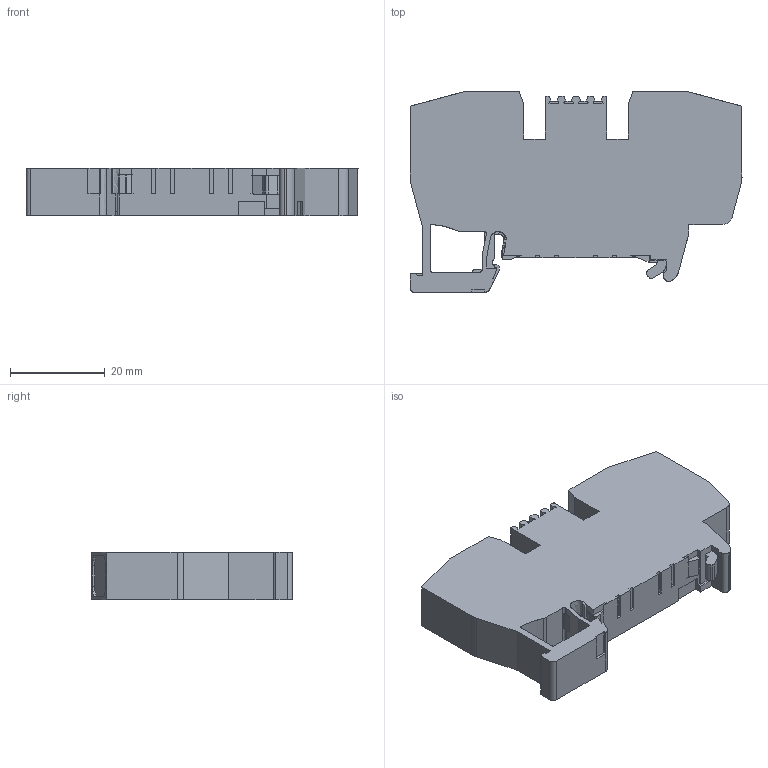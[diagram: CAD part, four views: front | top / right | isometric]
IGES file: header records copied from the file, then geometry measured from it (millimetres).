
Start section: SolidWorks IGES file using analytic representation for surfaces
Global section: file name: 336250_YBK 10 T.IGS; native system: SolidWorks 2015; preprocessor: SolidWorks 2015; author: guveng; date: 150807.105535; units: millimetre
Bounding box: 70 x 42.31 x 10 mm (x, y, z)
Surface area: 7889.5 mm2 (no closed solid volume)
Topology: 0 solids, 0 shells, 257 faces, 2748 edges, 3491 vertices
Faces by surface type: bspline 201, revolution 56
